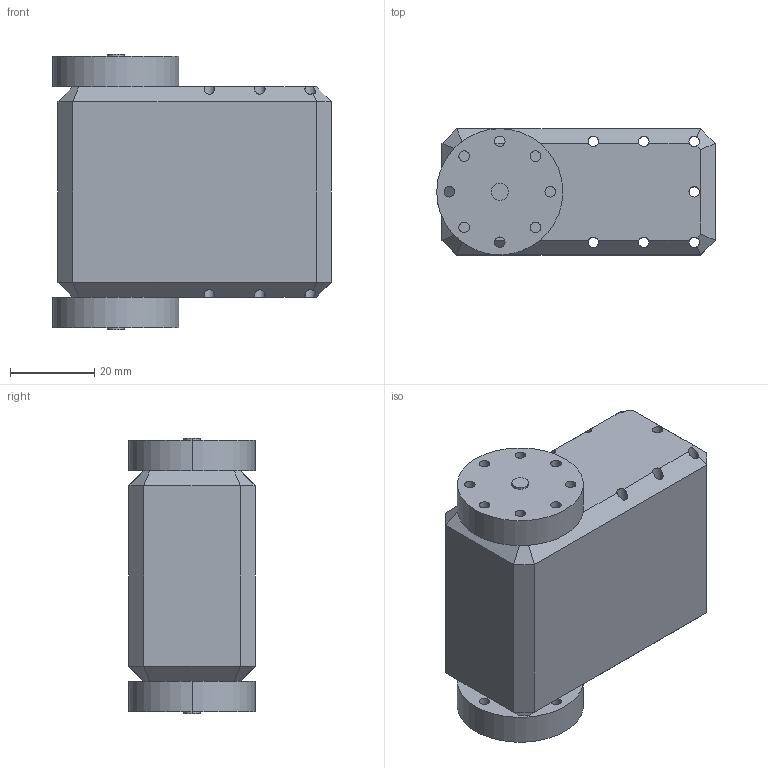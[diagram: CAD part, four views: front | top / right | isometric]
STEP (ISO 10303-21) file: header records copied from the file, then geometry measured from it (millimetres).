
FILE_DESCRIPTION (( 'STEP AP203' ), '1' );
FILE_NAME ('Servo example_Default_sldprt.STEP', '2020-11-13T20:13:24', ( '' ), ( '' ), 'SwSTEP 2.0', 'SolidWorks 2019', '' );
FILE_SCHEMA (( 'CONFIG_CONTROL_DESIGN' ));
Length unit declared in the file: millimetre
Products named in the file (1): Servo example_Default_sldprt
Bounding box: 66.25 x 30 x 65.5 mm (x, y, z)
Volume: 102153.1 mm3; surface area: 20029.1 mm2
Topology: 3 solids, 3 shells, 90 faces, 266 edges, 172 vertices
Faces by surface type: cylinder 58, plane 32
Entity records: 3199 total; most frequent: CARTESIAN_POINT 649, ORIENTED_EDGE 532, DIRECTION 512, EDGE_CURVE 266, AXIS2_PLACEMENT_3D 195, VERTEX_POINT 172, EDGE_LOOP 130, VECTOR 122
